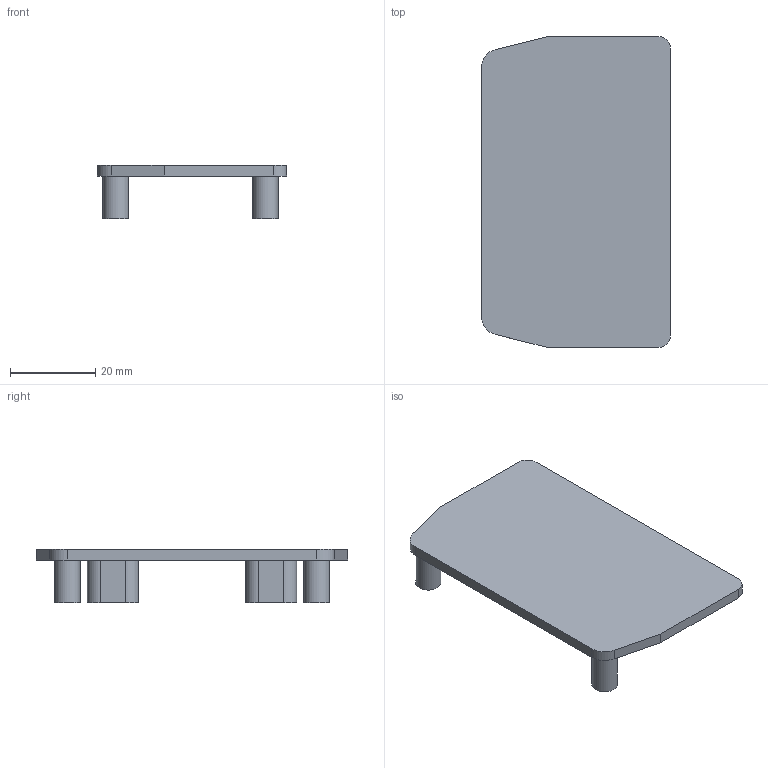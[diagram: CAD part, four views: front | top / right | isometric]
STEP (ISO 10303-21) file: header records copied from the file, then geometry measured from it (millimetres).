
FILE_DESCRIPTION(/* description */ ('TAPPO BINARIO SCORREVOLE CON COPERTURA'),/* implementation_level */ '2;1');
FILE_NAME(/* name */ 'DTPXX0000015.stp',/* time_stamp */ '2022-11-24T13:42:31+01:00',/* author */ ('tecnico7'),/* organization */ (''),/* preprocessor_version */ 'ST-DEVELOPER v18.1',/* originating_system */ 'Autodesk Inventor 2022',/* authorisation */ '');
FILE_SCHEMA (('AUTOMOTIVE_DESIGN { 1 0 10303 214 3 1 1 }'));
Length unit declared in the file: millimetre
Products named in the file (1): DTPXX0000015
Bounding box: 44.5 x 73.21 x 12.5 mm (x, y, z)
Volume: 8838.8 mm3; surface area: 8672.9 mm2
Topology: 1 solids, 1 shells, 40 faces, 90 edges, 60 vertices
Faces by surface type: plane 24, cylinder 16
Full cylindrical faces by diameter (mm): 4 x2, 6 x2
Entity records: 1169 total; most frequent: DIRECTION 204, CARTESIAN_POINT 191, ORIENTED_EDGE 180, EDGE_CURVE 90, AXIS2_PLACEMENT_3D 73, VERTEX_POINT 60, LINE 58, VECTOR 58
